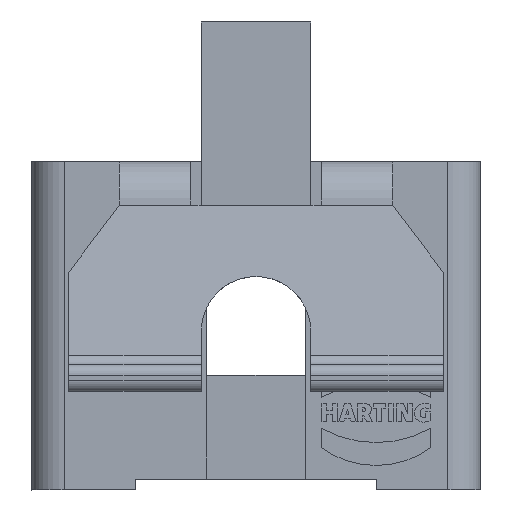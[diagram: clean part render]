
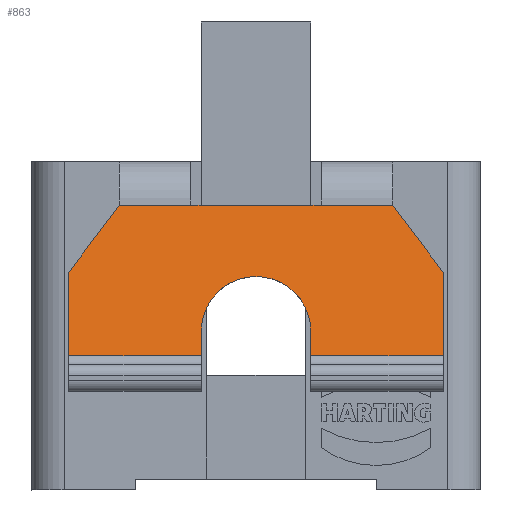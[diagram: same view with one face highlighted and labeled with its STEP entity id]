
A CAD part, left-side view. The second image highlights one B-rep face of the part: STEP entity #863.
In plain terms, the highlighted planar face has unit normal (-0.974, 0, 0.225).
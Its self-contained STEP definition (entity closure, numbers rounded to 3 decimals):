
#262=ELLIPSE('',#9289,5.132,5.);
#512=FACE_OUTER_BOUND('',#1673,.T.);
#863=ADVANCED_FACE('',(#512),#1193,.T.);
#1193=PLANE('',#9290);
#1673=EDGE_LOOP('',(#3199,#3200,#3201,#3202,#3203,#3204,#3205,#3206,#3207,
#3208,#3209,#3210,#3211,#3212));
#3199=ORIENTED_EDGE('',*,*,#5460,.T.);
#3200=ORIENTED_EDGE('',*,*,#5461,.F.);
#3201=ORIENTED_EDGE('',*,*,#5443,.T.);
#3202=ORIENTED_EDGE('',*,*,#5399,.F.);
#3203=ORIENTED_EDGE('',*,*,#5426,.T.);
#3204=ORIENTED_EDGE('',*,*,#5417,.T.);
#3205=ORIENTED_EDGE('',*,*,#5419,.T.);
#3206=ORIENTED_EDGE('',*,*,#5462,.F.);
#3207=ORIENTED_EDGE('',*,*,#5395,.T.);
#3208=ORIENTED_EDGE('',*,*,#5463,.F.);
#3209=ORIENTED_EDGE('',*,*,#5464,.T.);
#3210=ORIENTED_EDGE('',*,*,#5465,.T.);
#3211=ORIENTED_EDGE('',*,*,#5466,.F.);
#3212=ORIENTED_EDGE('',*,*,#5467,.T.);
#4470=VERTEX_POINT('',#13710);
#4472=VERTEX_POINT('',#13713);
#4474=VERTEX_POINT('',#13719);
#4475=VERTEX_POINT('',#13721);
#4487=VERTEX_POINT('',#13754);
#4488=VERTEX_POINT('',#13756);
#4489=VERTEX_POINT('',#13760);
#4499=VERTEX_POINT('',#13803);
#4512=VERTEX_POINT('',#13841);
#4513=VERTEX_POINT('',#13842);
#4514=VERTEX_POINT('',#13846);
#4515=VERTEX_POINT('',#13848);
#4516=VERTEX_POINT('',#13850);
#4517=VERTEX_POINT('',#13852);
#5395=EDGE_CURVE('',#4472,#4470,#7159,.T.);
#5399=EDGE_CURVE('',#4474,#4475,#7162,.T.);
#5417=EDGE_CURVE('',#4487,#4488,#7179,.T.);
#5419=EDGE_CURVE('',#4488,#4489,#7181,.T.);
#5426=EDGE_CURVE('',#4474,#4487,#7188,.T.);
#5443=EDGE_CURVE('',#4499,#4475,#7203,.T.);
#5460=EDGE_CURVE('',#4512,#4513,#7216,.T.);
#5461=EDGE_CURVE('',#4499,#4513,#7217,.T.);
#5462=EDGE_CURVE('',#4472,#4489,#7218,.T.);
#5463=EDGE_CURVE('',#4514,#4470,#7219,.T.);
#5464=EDGE_CURVE('',#4514,#4515,#7220,.T.);
#5465=EDGE_CURVE('',#4515,#4516,#7221,.T.);
#5466=EDGE_CURVE('',#4517,#4516,#262,.T.);
#5467=EDGE_CURVE('',#4517,#4512,#7222,.T.);
#7159=LINE('',#13712,#8225);
#7162=LINE('',#13720,#8228);
#7179=LINE('',#13757,#8245);
#7181=LINE('',#13761,#8247);
#7188=LINE('',#13774,#8254);
#7203=LINE('',#13805,#8269);
#7216=LINE('',#13840,#8282);
#7217=LINE('',#13843,#8283);
#7218=LINE('',#13844,#8284);
#7219=LINE('',#13845,#8285);
#7220=LINE('',#13847,#8286);
#7221=LINE('',#13849,#8287);
#7222=LINE('',#13853,#8288);
#8225=VECTOR('',#10753,1.);
#8228=VECTOR('',#10760,1.);
#8245=VECTOR('',#10789,1.);
#8247=VECTOR('',#10793,1.);
#8254=VECTOR('',#10808,1.);
#8269=VECTOR('',#10839,1.);
#8282=VECTOR('',#10872,1.);
#8283=VECTOR('',#10873,1.);
#8284=VECTOR('',#10874,1.);
#8285=VECTOR('',#10875,1.);
#8286=VECTOR('',#10876,1.);
#8287=VECTOR('',#10877,1.);
#8288=VECTOR('',#10880,1.);
#9289=AXIS2_PLACEMENT_3D('',#13851,#10878,#10879);
#9290=AXIS2_PLACEMENT_3D('',#13854,#10881,#10882);
#10753=DIRECTION('',(-0.181,0.592,-0.785));
#10760=DIRECTION('',(0.,-1.,0.));
#10789=DIRECTION('',(0.,1.,0.));
#10793=DIRECTION('',(0.,1.,0.));
#10808=DIRECTION('',(0.,1.,0.));
#10839=DIRECTION('',(0.181,0.592,0.785));
#10872=DIRECTION('',(0.,-1.,0.));
#10873=DIRECTION('',(-0.225,0.,-0.974));
#10874=DIRECTION('',(0.,-1.,0.));
#10875=DIRECTION('',(0.225,0.,0.974));
#10876=DIRECTION('',(0.,-1.,0.));
#10877=DIRECTION('',(0.225,0.,0.974));
#10878=DIRECTION('',(-0.974,0.,0.225));
#10879=DIRECTION('',(-0.225,0.,-0.974));
#10880=DIRECTION('',(-0.225,0.,-0.974));
#10881=DIRECTION('',(-0.974,0.,0.225));
#10882=DIRECTION('',(-0.225,0.,-0.974));
#13710=CARTESIAN_POINT('',(-52.159,17.1,-0.604));
#13712=CARTESIAN_POINT('',(-50.75,12.5,5.5));
#13713=CARTESIAN_POINT('',(-50.75,12.5,5.5));
#13719=CARTESIAN_POINT('',(-50.75,-6.,5.5));
#13720=CARTESIAN_POINT('',(-50.75,-6.,5.5));
#13721=CARTESIAN_POINT('',(-50.75,-12.5,5.5));
#13754=CARTESIAN_POINT('',(-50.75,-5.,5.5));
#13756=CARTESIAN_POINT('',(-50.75,5.,5.5));
#13757=CARTESIAN_POINT('',(-50.75,-5.,5.5));
#13760=CARTESIAN_POINT('',(-50.75,6.,5.5));
#13761=CARTESIAN_POINT('',(-50.75,5.,5.5));
#13774=CARTESIAN_POINT('',(-50.75,-6.,5.5));
#13803=CARTESIAN_POINT('',(-52.159,-17.1,-0.604));
#13805=CARTESIAN_POINT('',(-52.12,-16.973,-0.436));
#13840=CARTESIAN_POINT('',(-53.919,-5.,-8.225));
#13841=CARTESIAN_POINT('',(-53.919,-5.,-8.225));
#13842=CARTESIAN_POINT('',(-53.919,-17.1,-8.225));
#13843=CARTESIAN_POINT('',(-53.737,-17.1,-7.436));
#13844=CARTESIAN_POINT('',(-50.75,12.5,5.5));
#13845=CARTESIAN_POINT('',(-53.919,17.1,-8.225));
#13846=CARTESIAN_POINT('',(-53.919,17.1,-8.225));
#13847=CARTESIAN_POINT('',(-53.919,17.1,-8.225));
#13848=CARTESIAN_POINT('',(-53.919,5.,-8.225));
#13849=CARTESIAN_POINT('',(-53.919,5.,-8.225));
#13850=CARTESIAN_POINT('',(-53.405,5.,-6.));
#13851=CARTESIAN_POINT('',(-53.405,0.,-6.));
#13852=CARTESIAN_POINT('',(-53.405,-5.,-6.));
#13853=CARTESIAN_POINT('',(-53.737,-5.,-7.436));
#13854=CARTESIAN_POINT('',(-50.75,17.1,5.5));
